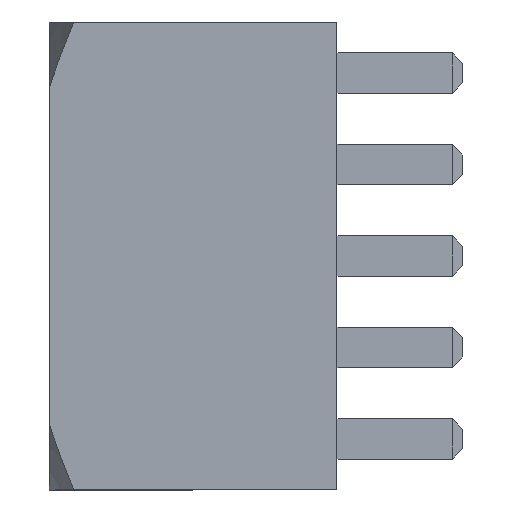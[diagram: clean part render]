
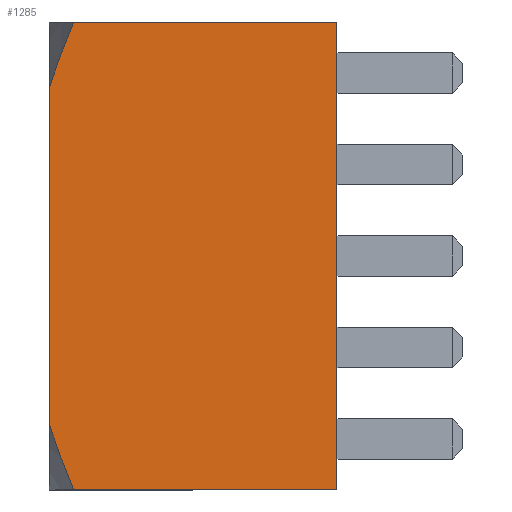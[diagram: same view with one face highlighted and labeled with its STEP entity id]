
A CAD part, left-side view. The second image highlights one B-rep face of the part: STEP entity #1285.
In plain terms, the highlighted planar face has unit normal (-1, 0, 0).
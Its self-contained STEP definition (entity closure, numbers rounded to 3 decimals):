
#412 = CARTESIAN_POINT ( 'NONE',  ( -6.5, 8., 4.664 ) ) ;
#461 = DIRECTION ( 'NONE',  ( 1., 0., 0. ) ) ;
#538 = CARTESIAN_POINT ( 'NONE',  ( -6.5, 0., -6.5 ) ) ;
#602 = EDGE_CURVE ( 'NONE', #4268, #2253, #4338, .T. ) ;
#947 = EDGE_CURVE ( 'NONE', #3103, #1549, #4418, .T. ) ;
#1079 = VECTOR ( 'NONE', #5024, 1000. ) ;
#1158 = CARTESIAN_POINT ( 'NONE',  ( -6.5, 7.791, -5.285 ) ) ;
#1174 = ORIENTED_EDGE ( 'NONE', *, *, #1897, .T. ) ;
#1215 = VECTOR ( 'NONE', #4967, 1000. ) ;
#1248 = CARTESIAN_POINT ( 'NONE',  ( -6.5, 8., -6.5 ) ) ;
#1277 = VERTEX_POINT ( 'NONE', #3670 ) ;
#1285 = ADVANCED_FACE ( 'NONE', ( #1835 ), #1346, .F. ) ;
#1296 = CARTESIAN_POINT ( 'NONE',  ( -6.5, 8., 4.664 ) ) ;
#1346 = PLANE ( 'NONE',  #2984 ) ;
#1549 = VERTEX_POINT ( 'NONE', #4771 ) ;
#1739 = DIRECTION ( 'NONE',  ( 0., 0., -1. ) ) ;
#1835 = FACE_OUTER_BOUND ( 'NONE', #4344, .T. ) ;
#1844 = CARTESIAN_POINT ( 'NONE',  ( -6.5, 8., -6.5 ) ) ;
#1892 = ORIENTED_EDGE ( 'NONE', *, *, #3782, .T. ) ;
#1897 = EDGE_CURVE ( 'NONE', #1549, #1277, #2688, .T. ) ;
#1995 = CARTESIAN_POINT ( 'NONE',  ( -6.5, 0., 6.5 ) ) ;
#2055 = ORIENTED_EDGE ( 'NONE', *, *, #3938, .T. ) ;
#2143 = CARTESIAN_POINT ( 'NONE',  ( -6.5, 7.312, 6.5 ) ) ;
#2220 = LINE ( 'NONE', #538, #2408 ) ;
#2253 = VERTEX_POINT ( 'NONE', #1995 ) ;
#2408 = VECTOR ( 'NONE', #2907, 1000. ) ;
#2424 = ORIENTED_EDGE ( 'NONE', *, *, #947, .T. ) ;
#2427 = B_SPLINE_CURVE_WITH_KNOTS ( 'NONE', 3,
 ( #3221, #3202, #2432, #412 ),
 .UNSPECIFIED., .F., .F.,
 ( 4, 4 ),
 ( 0.009, 0.011 ),
 .UNSPECIFIED. ) ;
#2432 = CARTESIAN_POINT ( 'NONE',  ( -6.5, 7.792, 5.282 ) ) ;
#2506 = VECTOR ( 'NONE', #3459, 1000. ) ;
#2688 = LINE ( 'NONE', #1844, #2506 ) ;
#2744 = CARTESIAN_POINT ( 'NONE',  ( -6.5, 8., -4.664 ) ) ;
#2759 = CARTESIAN_POINT ( 'NONE',  ( -6.5, 8., -4.664 ) ) ;
#2780 = EDGE_CURVE ( 'NONE', #3103, #2929, #3344, .T. ) ;
#2907 = DIRECTION ( 'NONE',  ( 0., 0., 1. ) ) ;
#2929 = VERTEX_POINT ( 'NONE', #1296 ) ;
#2984 = AXIS2_PLACEMENT_3D ( 'NONE', #4826, #461, #1739 ) ;
#3103 = VERTEX_POINT ( 'NONE', #2744 ) ;
#3202 = CARTESIAN_POINT ( 'NONE',  ( -6.5, 7.559, 5.894 ) ) ;
#3221 = CARTESIAN_POINT ( 'NONE',  ( -6.5, 7.312, 6.5 ) ) ;
#3344 = LINE ( 'NONE', #1248, #1215 ) ;
#3459 = DIRECTION ( 'NONE',  ( 0., -1., 0. ) ) ;
#3555 = CARTESIAN_POINT ( 'NONE',  ( -6.5, 7.558, -5.896 ) ) ;
#3670 = CARTESIAN_POINT ( 'NONE',  ( -6.5, 0., -6.5 ) ) ;
#3782 = EDGE_CURVE ( 'NONE', #4268, #2929, #2427, .T. ) ;
#3938 = EDGE_CURVE ( 'NONE', #1277, #2253, #2220, .T. ) ;
#3978 = ORIENTED_EDGE ( 'NONE', *, *, #602, .F. ) ;
#4268 = VERTEX_POINT ( 'NONE', #2143 ) ;
#4338 = LINE ( 'NONE', #5042, #1079 ) ;
#4344 = EDGE_LOOP ( 'NONE', ( #3978, #1892, #4380, #2424, #1174, #2055 ) ) ;
#4380 = ORIENTED_EDGE ( 'NONE', *, *, #2780, .F. ) ;
#4418 = B_SPLINE_CURVE_WITH_KNOTS ( 'NONE', 3,
 ( #2759, #1158, #3555, #4757 ),
 .UNSPECIFIED., .F., .F.,
 ( 4, 4 ),
 ( 0.02, 0.022 ),
 .UNSPECIFIED. ) ;
#4757 = CARTESIAN_POINT ( 'NONE',  ( -6.5, 7.312, -6.5 ) ) ;
#4771 = CARTESIAN_POINT ( 'NONE',  ( -6.5, 7.312, -6.5 ) ) ;
#4826 = CARTESIAN_POINT ( 'NONE',  ( -6.5, 8., -6.5 ) ) ;
#4967 = DIRECTION ( 'NONE',  ( 0., 0., 1. ) ) ;
#5024 = DIRECTION ( 'NONE',  ( 0., -1., 0. ) ) ;
#5042 = CARTESIAN_POINT ( 'NONE',  ( -6.5, 8., 6.5 ) ) ;
